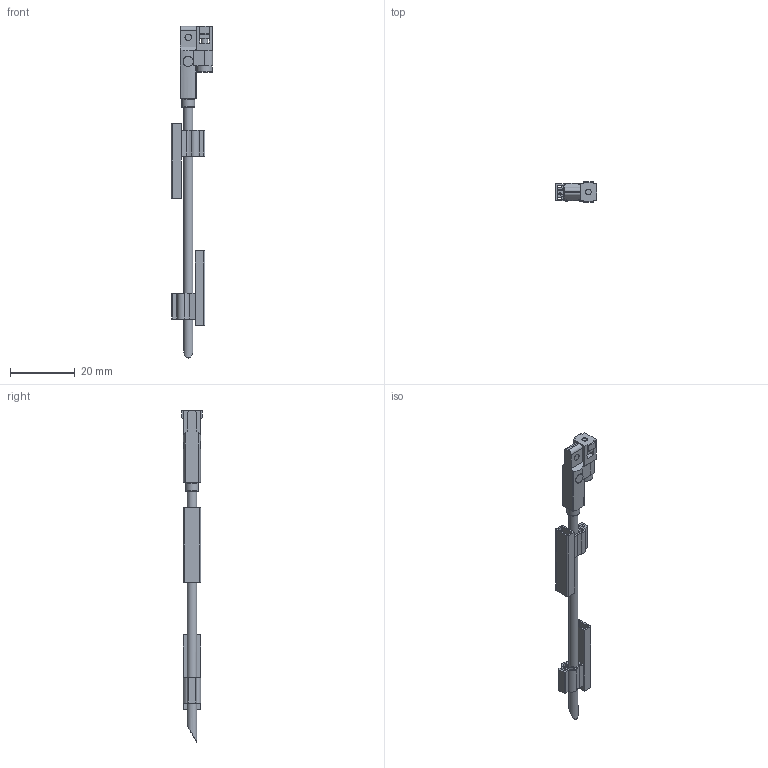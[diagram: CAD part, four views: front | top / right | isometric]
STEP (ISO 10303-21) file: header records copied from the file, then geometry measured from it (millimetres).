
FILE_DESCRIPTION(/* description */ ('STEP AP214'),/* implementation_level */ '2;1');
FILE_NAME(/* name */ '8065028_SMT-8G-NS-24V-E-25Q-OE',/* time_stamp */ '2024-09-15T08:31:24+02:00',/* author */ ('License CC BY-ND 4.0'),/* organization */ ('CADENAS'),/* preprocessor_version */ 'ST-DEVELOPER v19.3',/* originating_system */ 'PARTsolutions',/* authorisation */ ' ');
FILE_SCHEMA (('AUTOMOTIVE_DESIGN {1 0 10303 214 3 1 1}'));
Length unit declared in the file: millimetre
Products named in the file (3): 8065028 SMT-8G-NS-24V-E-2,5Q-OE; 8065028 SMT-8G-NS-24V-E-2,5Q-OE_G; 1247168 ASCF-M-23-S DM 2.1-3.4
Assembly tree (3 placements, depth 2):
  8065028 SMT-8G-NS-24V-E-2,5Q-OE
    8065028 SMT-8G-NS-24V-E-2,5Q-OE_G
    1247168 ASCF-M-23-S DM 2.1-3.4  x2
Bounding box: 12.66 x 6.3 x 102.3 mm (x, y, z)
Volume: 1937 mm3; surface area: 3732.1 mm2
Topology: 3 solids, 4 shells, 241 faces, 643 edges, 423 vertices
Faces by surface type: plane 139, cylinder 95, cone 4, torus 3
Full cylindrical faces by diameter (mm): 1.729 x1, 2 x2, 2.1 x2, 2.9 x1, 4 x1, 4.8 x1
Entity records: 5792 total; most frequent: DIRECTION 899, CARTESIAN_POINT 894, ORIENTED_EDGE 836, EDGE_CURVE 418, AXIS2_PLACEMENT_3D 314, VERTEX_POINT 281, LINE 271, VECTOR 271
